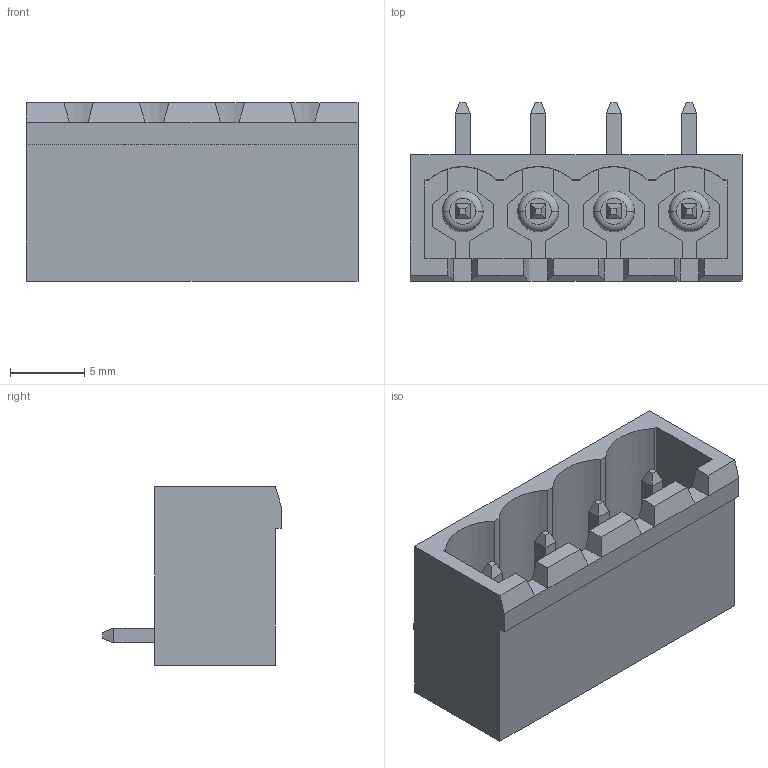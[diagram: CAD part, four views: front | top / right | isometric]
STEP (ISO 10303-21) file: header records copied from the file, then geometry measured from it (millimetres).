
FILE_DESCRIPTION(('STEP AP242'),'1');
FILE_NAME('691313510004.stp','2022-06-15T10:25:27',('TraceParts'),('TraceParts S.A.'),'Spatial InterOp 3D',' ',' ');
FILE_SCHEMA(('AP242_MANAGED_MODEL_BASED_3D_ENGINEERING_MIM_LF {1 0 10303 442 1 1 4}'));
Length unit declared in the file: millimetre
Products named in the file (1): 691313510004_1
Bounding box: 22.32 x 12 x 12 mm (x, y, z)
Volume: 997.5 mm3; surface area: 2210.3 mm2
Topology: 5 solids, 5 shells, 225 faces, 597 edges, 382 vertices
Faces by surface type: plane 201, cylinder 16, torus 8
Entity records: 8671 total; most frequent: CARTESIAN_POINT 1209, ORIENTED_EDGE 1194, DIRECTION 1113, EDGE_CURVE 597, LINE 541, VECTOR 541, VERTEX_POINT 382, AXIS2_PLACEMENT_3D 286
